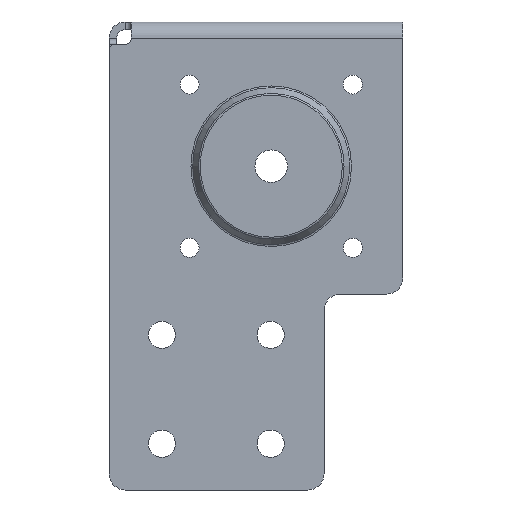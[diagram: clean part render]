
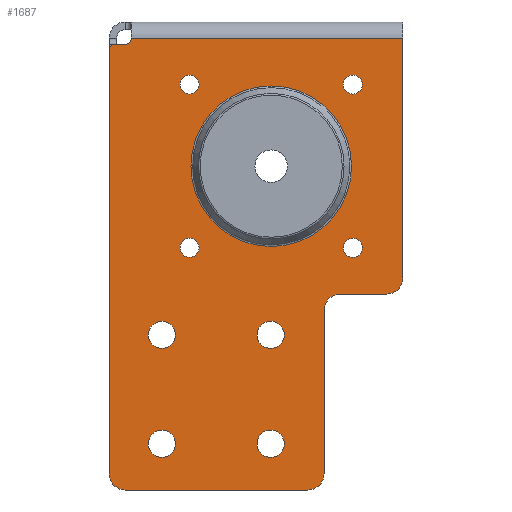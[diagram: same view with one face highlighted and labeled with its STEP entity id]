
A CAD part, front view. The second image highlights one B-rep face of the part: STEP entity #1687.
In plain terms, the highlighted planar face has unit normal (0, -1, 0).
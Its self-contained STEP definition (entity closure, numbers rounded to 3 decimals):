
#34=FACE_BOUND('',#237,.T.);
#35=FACE_BOUND('',#238,.T.);
#36=FACE_BOUND('',#239,.T.);
#37=FACE_BOUND('',#240,.T.);
#38=FACE_BOUND('',#241,.T.);
#39=FACE_BOUND('',#242,.T.);
#40=FACE_BOUND('',#243,.T.);
#41=FACE_BOUND('',#244,.T.);
#42=FACE_BOUND('',#245,.T.);
#76=PLANE('',#1840);
#129=FACE_OUTER_BOUND('',#236,.T.);
#236=EDGE_LOOP('',(#1234,#1235,#1236,#1237,#1238,#1239,#1240,#1241,#1242,
#1243,#1244,#1245,#1246,#1247));
#237=EDGE_LOOP('',(#1248));
#238=EDGE_LOOP('',(#1249));
#239=EDGE_LOOP('',(#1250));
#240=EDGE_LOOP('',(#1251));
#241=EDGE_LOOP('',(#1252));
#242=EDGE_LOOP('',(#1253));
#243=EDGE_LOOP('',(#1254));
#244=EDGE_LOOP('',(#1255));
#245=EDGE_LOOP('',(#1256));
#371=LINE('',#2615,#509);
#395=LINE('',#2712,#533);
#396=LINE('',#2716,#534);
#397=LINE('',#2720,#535);
#398=LINE('',#2724,#536);
#399=LINE('',#2728,#537);
#400=LINE('',#2730,#538);
#401=LINE('',#2731,#539);
#509=VECTOR('',#2058,10.);
#533=VECTOR('',#2148,2.216);
#534=VECTOR('',#2151,10.);
#535=VECTOR('',#2154,10.);
#536=VECTOR('',#2157,10.);
#537=VECTOR('',#2160,10.);
#538=VECTOR('',#2161,10.);
#539=VECTOR('',#2162,10.);
#632=CIRCLE('',#1806,1.);
#656=CIRCLE('',#1839,1.);
#657=CIRCLE('',#1841,3.);
#658=CIRCLE('',#1842,3.);
#659=CIRCLE('',#1843,3.);
#660=CIRCLE('',#1844,3.);
#661=CIRCLE('',#1845,1.75);
#662=CIRCLE('',#1846,1.75);
#663=CIRCLE('',#1847,1.75);
#664=CIRCLE('',#1848,1.75);
#665=CIRCLE('',#1849,2.5);
#666=CIRCLE('',#1850,2.5);
#667=CIRCLE('',#1851,2.5);
#668=CIRCLE('',#1852,2.5);
#669=CIRCLE('',#1853,14.753);
#757=VERTEX_POINT('',#2605);
#758=VERTEX_POINT('',#2607);
#760=VERTEX_POINT('',#2613);
#799=VERTEX_POINT('',#2707);
#800=VERTEX_POINT('',#2711);
#801=VERTEX_POINT('',#2713);
#802=VERTEX_POINT('',#2715);
#803=VERTEX_POINT('',#2717);
#804=VERTEX_POINT('',#2719);
#805=VERTEX_POINT('',#2721);
#806=VERTEX_POINT('',#2723);
#807=VERTEX_POINT('',#2725);
#808=VERTEX_POINT('',#2727);
#809=VERTEX_POINT('',#2729);
#810=VERTEX_POINT('',#2732);
#811=VERTEX_POINT('',#2734);
#812=VERTEX_POINT('',#2736);
#813=VERTEX_POINT('',#2738);
#814=VERTEX_POINT('',#2740);
#815=VERTEX_POINT('',#2742);
#816=VERTEX_POINT('',#2744);
#817=VERTEX_POINT('',#2746);
#818=VERTEX_POINT('',#2748);
#917=EDGE_CURVE('',#757,#758,#632,.T.);
#921=EDGE_CURVE('',#757,#760,#371,.T.);
#968=EDGE_CURVE('',#799,#760,#656,.T.);
#969=EDGE_CURVE('',#800,#799,#395,.T.);
#970=EDGE_CURVE('',#801,#800,#657,.T.);
#971=EDGE_CURVE('',#802,#801,#396,.T.);
#972=EDGE_CURVE('',#803,#802,#658,.T.);
#973=EDGE_CURVE('',#803,#804,#397,.T.);
#974=EDGE_CURVE('',#805,#804,#659,.T.);
#975=EDGE_CURVE('',#805,#806,#398,.T.);
#976=EDGE_CURVE('',#807,#806,#660,.T.);
#977=EDGE_CURVE('',#808,#807,#399,.T.);
#978=EDGE_CURVE('',#808,#809,#400,.T.);
#979=EDGE_CURVE('',#809,#758,#401,.T.);
#980=EDGE_CURVE('',#810,#810,#661,.T.);
#981=EDGE_CURVE('',#811,#811,#662,.T.);
#982=EDGE_CURVE('',#812,#812,#663,.T.);
#983=EDGE_CURVE('',#813,#813,#664,.T.);
#984=EDGE_CURVE('',#814,#814,#665,.T.);
#985=EDGE_CURVE('',#815,#815,#666,.T.);
#986=EDGE_CURVE('',#816,#816,#667,.T.);
#987=EDGE_CURVE('',#817,#817,#668,.T.);
#988=EDGE_CURVE('',#818,#818,#669,.T.);
#1234=ORIENTED_EDGE('',*,*,#968,.F.);
#1235=ORIENTED_EDGE('',*,*,#969,.F.);
#1236=ORIENTED_EDGE('',*,*,#970,.F.);
#1237=ORIENTED_EDGE('',*,*,#971,.F.);
#1238=ORIENTED_EDGE('',*,*,#972,.F.);
#1239=ORIENTED_EDGE('',*,*,#973,.T.);
#1240=ORIENTED_EDGE('',*,*,#974,.F.);
#1241=ORIENTED_EDGE('',*,*,#975,.T.);
#1242=ORIENTED_EDGE('',*,*,#976,.F.);
#1243=ORIENTED_EDGE('',*,*,#977,.F.);
#1244=ORIENTED_EDGE('',*,*,#978,.T.);
#1245=ORIENTED_EDGE('',*,*,#979,.T.);
#1246=ORIENTED_EDGE('',*,*,#917,.F.);
#1247=ORIENTED_EDGE('',*,*,#921,.T.);
#1248=ORIENTED_EDGE('',*,*,#980,.T.);
#1249=ORIENTED_EDGE('',*,*,#981,.T.);
#1250=ORIENTED_EDGE('',*,*,#982,.T.);
#1251=ORIENTED_EDGE('',*,*,#983,.T.);
#1252=ORIENTED_EDGE('',*,*,#984,.T.);
#1253=ORIENTED_EDGE('',*,*,#985,.T.);
#1254=ORIENTED_EDGE('',*,*,#986,.T.);
#1255=ORIENTED_EDGE('',*,*,#987,.T.);
#1256=ORIENTED_EDGE('',*,*,#988,.F.);
#1687=ADVANCED_FACE('',(#129,#34,#35,#36,#37,#38,#39,#40,#41,#42),#76,.T.);
#1806=AXIS2_PLACEMENT_3D('',#2608,#2051,#2052);
#1839=AXIS2_PLACEMENT_3D('',#2709,#2144,#2145);
#1840=AXIS2_PLACEMENT_3D('',#2710,#2146,#2147);
#1841=AXIS2_PLACEMENT_3D('',#2714,#2149,#2150);
#1842=AXIS2_PLACEMENT_3D('',#2718,#2152,#2153);
#1843=AXIS2_PLACEMENT_3D('',#2722,#2155,#2156);
#1844=AXIS2_PLACEMENT_3D('',#2726,#2158,#2159);
#1845=AXIS2_PLACEMENT_3D('',#2733,#2163,#2164);
#1846=AXIS2_PLACEMENT_3D('',#2735,#2165,#2166);
#1847=AXIS2_PLACEMENT_3D('',#2737,#2167,#2168);
#1848=AXIS2_PLACEMENT_3D('',#2739,#2169,#2170);
#1849=AXIS2_PLACEMENT_3D('',#2741,#2171,#2172);
#1850=AXIS2_PLACEMENT_3D('',#2743,#2173,#2174);
#1851=AXIS2_PLACEMENT_3D('',#2745,#2175,#2176);
#1852=AXIS2_PLACEMENT_3D('',#2747,#2177,#2178);
#1853=AXIS2_PLACEMENT_3D('',#2749,#2179,#2180);
#2051=DIRECTION('center_axis',(0.,-1.,0.));
#2052=DIRECTION('ref_axis',(0.707,0.,-0.707));
#2058=DIRECTION('',(-1.,0.,0.));
#2144=DIRECTION('center_axis',(0.,1.,0.));
#2145=DIRECTION('ref_axis',(-0.707,0.,0.707));
#2146=DIRECTION('center_axis',(0.,-1.,0.));
#2147=DIRECTION('ref_axis',(1.,0.,0.));
#2148=DIRECTION('',(0.,0.,1.));
#2149=DIRECTION('center_axis',(0.,1.,0.));
#2150=DIRECTION('ref_axis',(-0.707,0.,-0.707));
#2151=DIRECTION('',(-1.,0.,0.));
#2152=DIRECTION('center_axis',(0.,1.,0.));
#2153=DIRECTION('ref_axis',(0.707,0.,-0.707));
#2154=DIRECTION('',(0.,0.,1.));
#2155=DIRECTION('center_axis',(0.,-1.,0.));
#2156=DIRECTION('ref_axis',(-0.707,0.,0.707));
#2157=DIRECTION('',(1.,0.,0.));
#2158=DIRECTION('center_axis',(0.,1.,0.));
#2159=DIRECTION('ref_axis',(0.707,0.,-0.707));
#2160=DIRECTION('',(0.,0.,-1.));
#2161=DIRECTION('',(-1.,0.,0.));
#2162=DIRECTION('',(0.,0.,-1.));
#2163=DIRECTION('center_axis',(0.,1.,0.));
#2164=DIRECTION('ref_axis',(1.,0.,0.));
#2165=DIRECTION('center_axis',(0.,1.,0.));
#2166=DIRECTION('ref_axis',(1.,0.,0.));
#2167=DIRECTION('center_axis',(0.,1.,0.));
#2168=DIRECTION('ref_axis',(1.,0.,0.));
#2169=DIRECTION('center_axis',(0.,1.,0.));
#2170=DIRECTION('ref_axis',(1.,0.,0.));
#2171=DIRECTION('center_axis',(0.,1.,0.));
#2172=DIRECTION('ref_axis',(1.,0.,0.));
#2173=DIRECTION('center_axis',(0.,1.,0.));
#2174=DIRECTION('ref_axis',(1.,0.,0.));
#2175=DIRECTION('center_axis',(0.,1.,0.));
#2176=DIRECTION('ref_axis',(1.,0.,0.));
#2177=DIRECTION('center_axis',(0.,1.,0.));
#2178=DIRECTION('ref_axis',(1.,0.,0.));
#2179=DIRECTION('center_axis',(0.,-1.,0.));
#2180=DIRECTION('ref_axis',(1.,0.,0.));
#2605=CARTESIAN_POINT('',(-23.94,-11.5,-2.66));
#2607=CARTESIAN_POINT('',(-22.94,-11.5,-1.66));
#2608=CARTESIAN_POINT('Origin',(-23.94,-11.5,-1.66));
#2613=CARTESIAN_POINT('',(-26.,-11.5,-2.66));
#2615=CARTESIAN_POINT('',(-11.47,-11.5,-2.66));
#2707=CARTESIAN_POINT('',(-27.,-11.5,-3.66));
#2709=CARTESIAN_POINT('Origin',(-26.,-11.5,-3.66));
#2710=CARTESIAN_POINT('Origin',(0.,-11.5,-41.36));
#2711=CARTESIAN_POINT('',(-27.,-11.5,-81.6));
#2712=CARTESIAN_POINT('',(-27.,-11.5,5.362));
#2713=CARTESIAN_POINT('',(-24.,-11.5,-84.6));
#2714=CARTESIAN_POINT('Origin',(-24.,-11.5,-81.6));
#2715=CARTESIAN_POINT('',(9.5,-11.5,-84.6));
#2716=CARTESIAN_POINT('',(27.,-11.5,-84.6));
#2717=CARTESIAN_POINT('',(12.5,-11.5,-81.6));
#2718=CARTESIAN_POINT('Origin',(9.5,-11.5,-81.6));
#2719=CARTESIAN_POINT('',(12.5,-11.5,-51.6));
#2720=CARTESIAN_POINT('',(12.5,-11.5,-44.98));
#2721=CARTESIAN_POINT('',(15.5,-11.5,-48.6));
#2722=CARTESIAN_POINT('Origin',(15.5,-11.5,-51.6));
#2723=CARTESIAN_POINT('',(24.,-11.5,-48.6));
#2724=CARTESIAN_POINT('',(13.5,-11.5,-48.6));
#2725=CARTESIAN_POINT('',(27.,-11.5,-45.6));
#2726=CARTESIAN_POINT('Origin',(24.,-11.5,-45.6));
#2727=CARTESIAN_POINT('',(27.,-11.5,-1.6));
#2728=CARTESIAN_POINT('',(27.,-11.5,-1.6));
#2729=CARTESIAN_POINT('',(-22.94,-11.5,-1.6));
#2730=CARTESIAN_POINT('',(0.,-11.5,-1.6));
#2731=CARTESIAN_POINT('',(-22.94,-11.5,-19.21));
#2732=CARTESIAN_POINT('',(-13.95,-11.5,-40.1));
#2733=CARTESIAN_POINT('Origin',(-12.2,-11.5,-40.1));
#2734=CARTESIAN_POINT('',(16.05,-11.5,-10.1));
#2735=CARTESIAN_POINT('Origin',(17.8,-11.5,-10.1));
#2736=CARTESIAN_POINT('',(-13.95,-11.5,-10.1));
#2737=CARTESIAN_POINT('Origin',(-12.2,-11.5,-10.1));
#2738=CARTESIAN_POINT('',(16.05,-11.5,-40.1));
#2739=CARTESIAN_POINT('Origin',(17.8,-11.5,-40.1));
#2740=CARTESIAN_POINT('',(-19.8,-11.5,-56.1));
#2741=CARTESIAN_POINT('Origin',(-17.3,-11.5,-56.1));
#2742=CARTESIAN_POINT('',(0.2,-11.5,-76.1));
#2743=CARTESIAN_POINT('Origin',(2.7,-11.5,-76.1));
#2744=CARTESIAN_POINT('',(0.2,-11.5,-56.1));
#2745=CARTESIAN_POINT('Origin',(2.7,-11.5,-56.1));
#2746=CARTESIAN_POINT('',(-19.8,-11.5,-76.1));
#2747=CARTESIAN_POINT('Origin',(-17.3,-11.5,-76.1));
#2748=CARTESIAN_POINT('',(2.8,-11.5,-39.853));
#2749=CARTESIAN_POINT('Origin',(2.8,-11.5,-25.1));
